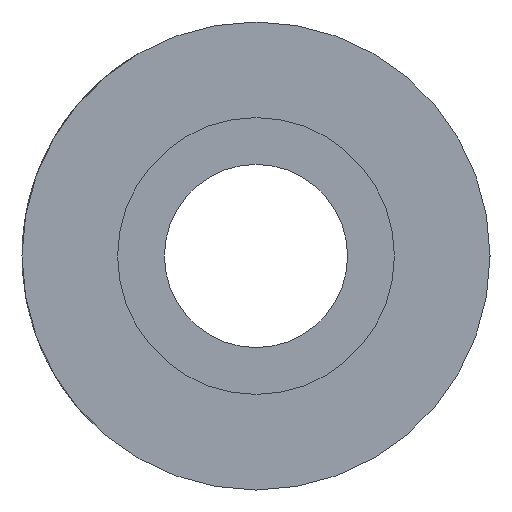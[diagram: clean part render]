
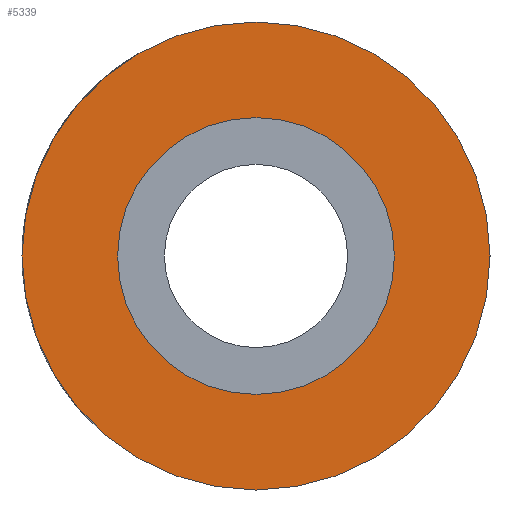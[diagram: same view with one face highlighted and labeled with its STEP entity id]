
A CAD part, left-side view. The second image highlights one B-rep face of the part: STEP entity #5339.
In plain terms, the highlighted planar face has unit normal (-1, 0, 0).
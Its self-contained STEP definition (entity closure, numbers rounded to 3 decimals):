
#76 = AXIS2_PLACEMENT_3D ( 'NONE', #5541, #8999, #2690 ) ;
#479 = ORIENTED_EDGE ( 'NONE', *, *, #3478, .F. ) ;
#634 = FACE_OUTER_BOUND ( 'NONE', #7006, .T. ) ;
#671 = VERTEX_POINT ( 'NONE', #5734 ) ;
#778 = CARTESIAN_POINT ( 'NONE',  ( 0., 0., 0. ) ) ;
#957 = AXIS2_PLACEMENT_3D ( 'NONE', #2279, #5076, #3808 ) ;
#1101 = AXIS2_PLACEMENT_3D ( 'NONE', #8065, #1766, #4560 ) ;
#1259 = CIRCLE ( 'NONE', #1101, 11.5 ) ;
#1369 = CARTESIAN_POINT ( 'NONE',  ( 0., 0., 0. ) ) ;
#1555 = AXIS2_PLACEMENT_3D ( 'NONE', #778, #7674, #6291 ) ;
#1766 = DIRECTION ( 'NONE',  ( -1., 0., 0. ) ) ;
#1844 = AXIS2_PLACEMENT_3D ( 'NONE', #1369, #5556, #6384 ) ;
#2059 = ORIENTED_EDGE ( 'NONE', *, *, #7648, .T. ) ;
#2279 = CARTESIAN_POINT ( 'NONE',  ( 0., 0., 0. ) ) ;
#2690 = DIRECTION ( 'NONE',  ( 0., 0., -1. ) ) ;
#3478 = EDGE_CURVE ( 'NONE', #3876, #671, #5345, .T. ) ;
#3505 = EDGE_LOOP ( 'NONE', ( #479, #4098 ) ) ;
#3808 = DIRECTION ( 'NONE',  ( 0., 0., 1. ) ) ;
#3876 = VERTEX_POINT ( 'NONE', #8204 ) ;
#3989 = VERTEX_POINT ( 'NONE', #6382 ) ;
#4098 = ORIENTED_EDGE ( 'NONE', *, *, #7284, .F. ) ;
#4560 = DIRECTION ( 'NONE',  ( 0., 0., 1. ) ) ;
#4936 = CIRCLE ( 'NONE', #1844, 6.8 ) ;
#5076 = DIRECTION ( 'NONE',  ( -1., 0., 0. ) ) ;
#5339 = ADVANCED_FACE ( 'NONE', ( #6193, #634 ), #5702, .F. ) ;
#5345 = CIRCLE ( 'NONE', #76, 6.8 ) ;
#5541 = CARTESIAN_POINT ( 'NONE',  ( 0., 0., 0. ) ) ;
#5556 = DIRECTION ( 'NONE',  ( -1., 0., 0. ) ) ;
#5702 = PLANE ( 'NONE',  #1555 ) ;
#5734 = CARTESIAN_POINT ( 'NONE',  ( 0., 0., -6.8 ) ) ;
#5788 = EDGE_CURVE ( 'NONE', #7036, #3989, #6092, .T. ) ;
#6092 = CIRCLE ( 'NONE', #957, 11.5 ) ;
#6193 = FACE_BOUND ( 'NONE', #3505, .T. ) ;
#6291 = DIRECTION ( 'NONE',  ( 0., 0., -1. ) ) ;
#6382 = CARTESIAN_POINT ( 'NONE',  ( 0., 0., -11.5 ) ) ;
#6384 = DIRECTION ( 'NONE',  ( 0., 0., -1. ) ) ;
#7006 = EDGE_LOOP ( 'NONE', ( #8468, #2059 ) ) ;
#7036 = VERTEX_POINT ( 'NONE', #7095 ) ;
#7095 = CARTESIAN_POINT ( 'NONE',  ( 0., 0., 11.5 ) ) ;
#7284 = EDGE_CURVE ( 'NONE', #671, #3876, #4936, .T. ) ;
#7648 = EDGE_CURVE ( 'NONE', #3989, #7036, #1259, .T. ) ;
#7674 = DIRECTION ( 'NONE',  ( 1., 0., 0. ) ) ;
#8065 = CARTESIAN_POINT ( 'NONE',  ( 0., 0., 0. ) ) ;
#8204 = CARTESIAN_POINT ( 'NONE',  ( 0., 0., 6.8 ) ) ;
#8468 = ORIENTED_EDGE ( 'NONE', *, *, #5788, .T. ) ;
#8999 = DIRECTION ( 'NONE',  ( -1., 0., 0. ) ) ;
